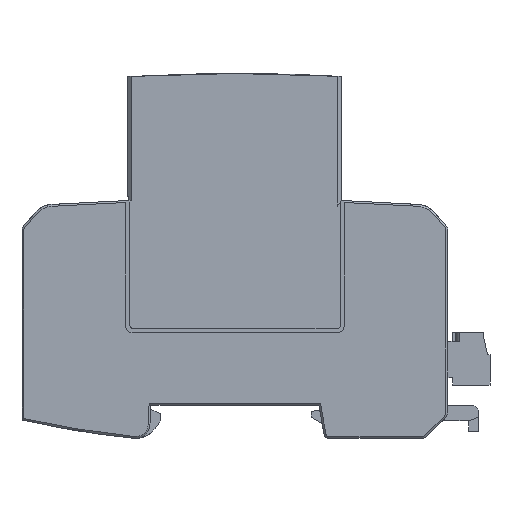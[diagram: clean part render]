
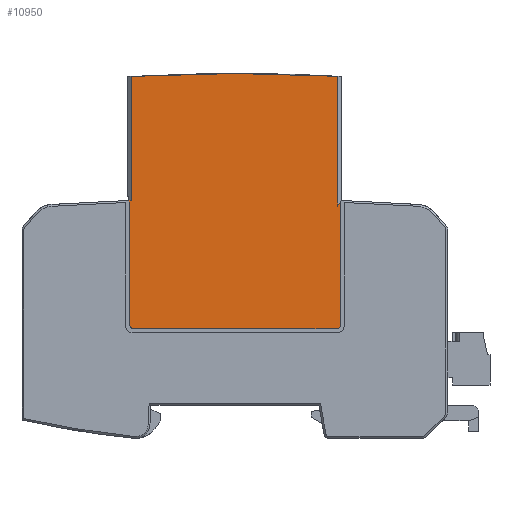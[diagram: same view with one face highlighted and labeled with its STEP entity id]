
A CAD part, left-side view. The second image highlights one B-rep face of the part: STEP entity #10950.
In plain terms, the highlighted planar face has unit normal (-1, 0, 0).
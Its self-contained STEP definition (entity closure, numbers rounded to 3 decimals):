
#4022=AXIS2_PLACEMENT_3D('Plane Axis2P3D',#4019,#4020,#4021) ;
#8398=AXIS2_PLACEMENT_3D('Circle Axis2P3D',#8396,#8397,$) ;
#10907=AXIS2_PLACEMENT_3D('Circle Axis2P3D',#10905,#10906,$) ;
#4019=CARTESIAN_POINT('Axis2P3D Location',(0.,8.799,50.374)) ;
#8180=CARTESIAN_POINT('Vertex',(0.,32.125,49.13)) ;
#8190=CARTESIAN_POINT('Vertex',(0.,32.127,76.546)) ;
#8193=CARTESIAN_POINT('Line Origine',(0.,32.126,62.838)) ;
#8207=CARTESIAN_POINT('Line Origine',(0.,31.523,37.037)) ;
#8211=CARTESIAN_POINT('Vertex',(0.,31.525,50.072)) ;
#8213=CARTESIAN_POINT('Vertex',(0.,31.522,24.002)) ;
#8350=CARTESIAN_POINT('Vertex',(0.,75.322,23.198)) ;
#8366=CARTESIAN_POINT('Vertex',(0.,32.322,23.202)) ;
#8369=CARTESIAN_POINT('Line Origine',(0.,53.822,23.2)) ;
#8388=CARTESIAN_POINT('Vertex',(0.,76.122,23.998)) ;
#8396=CARTESIAN_POINT('Axis2P3D Location',(0.,75.322,23.998)) ;
#8415=CARTESIAN_POINT('Vertex',(0.,76.125,49.633)) ;
#8423=CARTESIAN_POINT('Line Origine',(0.,76.123,36.816)) ;
#8442=CARTESIAN_POINT('Vertex',(0.,76.325,50.265)) ;
#8450=CARTESIAN_POINT('Line Origine',(0.,76.225,49.949)) ;
#8616=CARTESIAN_POINT('Vertex',(0.,75.827,76.526)) ;
#8637=CARTESIAN_POINT('Vertex',(0.,75.825,50.306)) ;
#8640=CARTESIAN_POINT('Line Origine',(0.,75.826,63.416)) ;
#8780=CARTESIAN_POINT('Vertex',(0.,76.325,50.306)) ;
#8783=CARTESIAN_POINT('Line Origine',(0.,76.075,50.306)) ;
#10820=CARTESIAN_POINT('Line Origine',(0.,76.325,50.285)) ;
#10905=CARTESIAN_POINT('Axis2P3D Location',(0.,32.322,24.002)) ;
#10923=CARTESIAN_POINT('Line Origine',(0.,31.825,49.601)) ;
#10929=CARTESIAN_POINT('Control Point',(0.,75.827,76.526)) ;
#10930=CARTESIAN_POINT('Control Point',(0.,67.096,77.008)) ;
#10931=CARTESIAN_POINT('Control Point',(0.,58.352,77.251)) ;
#10932=CARTESIAN_POINT('Control Point',(0.,49.603,77.255)) ;
#10933=CARTESIAN_POINT('Control Point',(0.,40.859,77.02)) ;
#10934=CARTESIAN_POINT('Control Point',(0.,32.127,76.546)) ;
#4020=DIRECTION('Axis2P3D Direction',(-1.,0.,0.)) ;
#4021=DIRECTION('Axis2P3D XDirection',(0.,1.,0.)) ;
#8194=DIRECTION('Vector Direction',(0.,0.,-1.)) ;
#8208=DIRECTION('Vector Direction',(0.,0.,-1.)) ;
#8370=DIRECTION('Vector Direction',(0.,1.,0.)) ;
#8397=DIRECTION('Axis2P3D Direction',(1.,0.,0.)) ;
#8424=DIRECTION('Vector Direction',(0.,0.,1.)) ;
#8451=DIRECTION('Vector Direction',(0.,0.302,0.953)) ;
#8641=DIRECTION('Vector Direction',(0.,0.,1.)) ;
#8784=DIRECTION('Vector Direction',(0.,1.,0.)) ;
#10821=DIRECTION('Vector Direction',(0.,0.,1.)) ;
#10906=DIRECTION('Axis2P3D Direction',(1.,0.,0.)) ;
#10924=DIRECTION('Vector Direction',(0.,-0.537,0.843)) ;
#8195=VECTOR('Line Direction',#8194,1.) ;
#8209=VECTOR('Line Direction',#8208,1.) ;
#8371=VECTOR('Line Direction',#8370,1.) ;
#8425=VECTOR('Line Direction',#8424,1.) ;
#8452=VECTOR('Line Direction',#8451,1.) ;
#8642=VECTOR('Line Direction',#8641,1.) ;
#8785=VECTOR('Line Direction',#8784,1.) ;
#10822=VECTOR('Line Direction',#10821,1.) ;
#10925=VECTOR('Line Direction',#10924,1.) ;
#10937=ORIENTED_EDGE('',*,*,#8644,.F.) ;
#10938=ORIENTED_EDGE('',*,*,#8787,.T.) ;
#10939=ORIENTED_EDGE('',*,*,#10824,.F.) ;
#10940=ORIENTED_EDGE('',*,*,#8454,.F.) ;
#10941=ORIENTED_EDGE('',*,*,#8427,.F.) ;
#10942=ORIENTED_EDGE('',*,*,#8400,.F.) ;
#10943=ORIENTED_EDGE('',*,*,#8373,.F.) ;
#10944=ORIENTED_EDGE('',*,*,#10909,.F.) ;
#10945=ORIENTED_EDGE('',*,*,#8215,.F.) ;
#10946=ORIENTED_EDGE('',*,*,#10927,.F.) ;
#10947=ORIENTED_EDGE('',*,*,#8197,.F.) ;
#10948=ORIENTED_EDGE('',*,*,#10935,.F.) ;
#10950=ADVANCED_FACE('VPU',(#10949),#4023,.T.) ;
#10928=B_SPLINE_CURVE_WITH_KNOTS('',5,(#10929,#10930,#10931,#10932,#10933,#10934),.UNSPECIFIED.,.F.,.U.,(6,6),(0.,61.84),.UNSPECIFIED.) ;
#8399=CIRCLE('generated circle',#8398,0.8) ;
#10908=CIRCLE('generated circle',#10907,0.8) ;
#8197=EDGE_CURVE('',#8191,#8181,#8196,.T.) ;
#8215=EDGE_CURVE('',#8212,#8214,#8210,.T.) ;
#8373=EDGE_CURVE('',#8367,#8351,#8372,.T.) ;
#8400=EDGE_CURVE('',#8351,#8389,#8399,.T.) ;
#8427=EDGE_CURVE('',#8389,#8416,#8426,.T.) ;
#8454=EDGE_CURVE('',#8416,#8443,#8453,.T.) ;
#8644=EDGE_CURVE('',#8638,#8617,#8643,.T.) ;
#8787=EDGE_CURVE('',#8638,#8781,#8786,.T.) ;
#10824=EDGE_CURVE('',#8443,#8781,#10823,.T.) ;
#10909=EDGE_CURVE('',#8214,#8367,#10908,.T.) ;
#10927=EDGE_CURVE('',#8181,#8212,#10926,.T.) ;
#10935=EDGE_CURVE('',#8617,#8191,#10928,.T.) ;
#10936=EDGE_LOOP('',(#10937,#10938,#10939,#10940,#10941,#10942,#10943,#10944,#10945,#10946,#10947,#10948)) ;
#10949=FACE_OUTER_BOUND('',#10936,.T.) ;
#8196=LINE('Line',#8193,#8195) ;
#8210=LINE('Line',#8207,#8209) ;
#8372=LINE('Line',#8369,#8371) ;
#8426=LINE('Line',#8423,#8425) ;
#8453=LINE('Line',#8450,#8452) ;
#8643=LINE('Line',#8640,#8642) ;
#8786=LINE('Line',#8783,#8785) ;
#10823=LINE('Line',#10820,#10822) ;
#10926=LINE('Line',#10923,#10925) ;
#4023=PLANE('',#4022) ;
#8181=VERTEX_POINT('',#8180) ;
#8191=VERTEX_POINT('',#8190) ;
#8212=VERTEX_POINT('',#8211) ;
#8214=VERTEX_POINT('',#8213) ;
#8351=VERTEX_POINT('',#8350) ;
#8367=VERTEX_POINT('',#8366) ;
#8389=VERTEX_POINT('',#8388) ;
#8416=VERTEX_POINT('',#8415) ;
#8443=VERTEX_POINT('',#8442) ;
#8617=VERTEX_POINT('',#8616) ;
#8638=VERTEX_POINT('',#8637) ;
#8781=VERTEX_POINT('',#8780) ;
